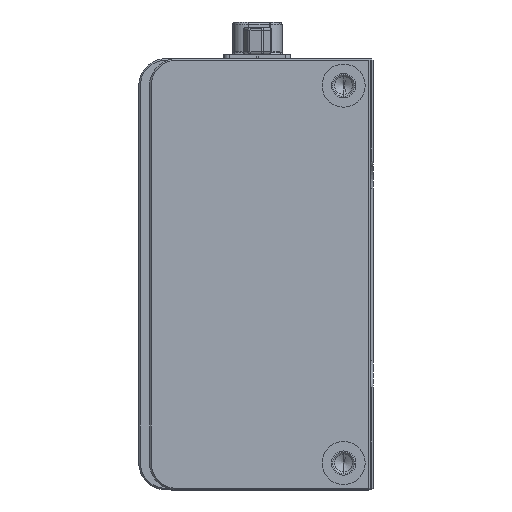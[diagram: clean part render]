
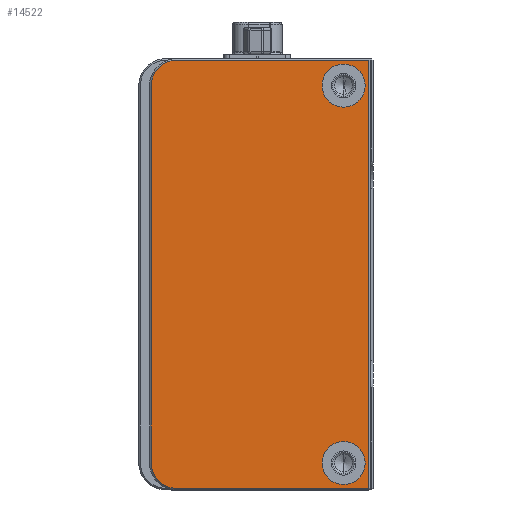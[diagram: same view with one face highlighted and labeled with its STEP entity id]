
A CAD part, left-side view. The second image highlights one B-rep face of the part: STEP entity #14522.
In plain terms, the highlighted planar face has unit normal (-1, 0, 0).
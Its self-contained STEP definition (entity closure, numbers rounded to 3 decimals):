
#3778 = VERTEX_POINT ( 'NONE', #103818 ) ;
#6704 = VERTEX_POINT ( 'NONE', #85151 ) ;
#9014 = CARTESIAN_POINT ( 'NONE',  ( 0., 0.8, -0.3 ) ) ;
#9222 = VECTOR ( 'NONE', #123680, 1000. ) ;
#12263 = CARTESIAN_POINT ( 'NONE',  ( 0., 0.8, 0. ) ) ;
#12915 = VERTEX_POINT ( 'NONE', #99866 ) ;
#14522 = ADVANCED_FACE ( 'NONE', ( #21163, #131557, #88579 ), #100233, .T. ) ;
#17225 = EDGE_CURVE ( 'NONE', #3778, #6704, #46668, .T. ) ;
#19872 = AXIS2_PLACEMENT_3D ( 'NONE', #32590, #88217, #21033 ) ;
#21033 = DIRECTION ( 'NONE',  ( 0., 0., 1. ) ) ;
#21163 = FACE_OUTER_BOUND ( 'NONE', #96350, .T. ) ;
#24830 = EDGE_CURVE ( 'NONE', #12915, #90219, #138362, .T. ) ;
#25038 = ORIENTED_EDGE ( 'NONE', *, *, #92458, .F. ) ;
#25652 = LINE ( 'NONE', #12263, #46400 ) ;
#25945 = ORIENTED_EDGE ( 'NONE', *, *, #17225, .T. ) ;
#26793 = CARTESIAN_POINT ( 'NONE',  ( 0., 0.5, -79.7 ) ) ;
#27173 = CARTESIAN_POINT ( 'NONE',  ( 0., 41.2, -75. ) ) ;
#27981 = CARTESIAN_POINT ( 'NONE',  ( 0., 0.8, -79.7 ) ) ;
#28840 = DIRECTION ( 'NONE',  ( -1., 0., 0. ) ) ;
#31266 = VERTEX_POINT ( 'NONE', #27981 ) ;
#32590 = CARTESIAN_POINT ( 'NONE',  ( 0., 36.5, -75. ) ) ;
#33876 = VERTEX_POINT ( 'NONE', #27173 ) ;
#40476 = VECTOR ( 'NONE', #111019, 1000. ) ;
#40709 = EDGE_CURVE ( 'NONE', #6704, #33876, #73329, .T. ) ;
#40891 = CARTESIAN_POINT ( 'NONE',  ( 0., 5.5, -5. ) ) ;
#41062 = CIRCLE ( 'NONE', #44290, 4. ) ;
#41413 = VERTEX_POINT ( 'NONE', #48441 ) ;
#44290 = AXIS2_PLACEMENT_3D ( 'NONE', #62626, #50598, #61704 ) ;
#44745 = DIRECTION ( 'NONE',  ( -1., 0., 0. ) ) ;
#46256 = VERTEX_POINT ( 'NONE', #140059 ) ;
#46400 = VECTOR ( 'NONE', #99152, 1000. ) ;
#46668 = CIRCLE ( 'NONE', #113233, 4.7 ) ;
#48441 = CARTESIAN_POINT ( 'NONE',  ( 0., 5.5, -71. ) ) ;
#49334 = ORIENTED_EDGE ( 'NONE', *, *, #125840, .F. ) ;
#49496 = ORIENTED_EDGE ( 'NONE', *, *, #24830, .F. ) ;
#50390 = VERTEX_POINT ( 'NONE', #129926 ) ;
#50391 = CIRCLE ( 'NONE', #58864, 4. ) ;
#50598 = DIRECTION ( 'NONE',  ( -1., 0., 0. ) ) ;
#53315 = DIRECTION ( 'NONE',  ( 0., 0., 1. ) ) ;
#55824 = DIRECTION ( 'NONE',  ( 0., 0., 1. ) ) ;
#56796 = EDGE_CURVE ( 'NONE', #50390, #31266, #88632, .T. ) ;
#57935 = DIRECTION ( 'NONE',  ( 0., 0., 1. ) ) ;
#58864 = AXIS2_PLACEMENT_3D ( 'NONE', #75062, #129480, #53315 ) ;
#61704 = DIRECTION ( 'NONE',  ( 0., 0., 1. ) ) ;
#61942 = CIRCLE ( 'NONE', #69456, 4. ) ;
#62626 = CARTESIAN_POINT ( 'NONE',  ( 0., 5.5, -5. ) ) ;
#62887 = DIRECTION ( 'NONE',  ( 0., 1., 0. ) ) ;
#63270 = EDGE_CURVE ( 'NONE', #31266, #128829, #25652, .T. ) ;
#65524 = CARTESIAN_POINT ( 'NONE',  ( 0., 21., -40. ) ) ;
#69456 = AXIS2_PLACEMENT_3D ( 'NONE', #108727, #119868, #122202 ) ;
#73329 = LINE ( 'NONE', #108186, #40476 ) ;
#73706 = EDGE_CURVE ( 'NONE', #128829, #3778, #127122, .T. ) ;
#75062 = CARTESIAN_POINT ( 'NONE',  ( 0., 5.5, -75. ) ) ;
#76297 = EDGE_LOOP ( 'NONE', ( #49334, #120419 ) ) ;
#78278 = EDGE_CURVE ( 'NONE', #33876, #50390, #96231, .T. ) ;
#83491 = EDGE_CURVE ( 'NONE', #46256, #41413, #50391, .T. ) ;
#85151 = CARTESIAN_POINT ( 'NONE',  ( 0., 41.2, -5. ) ) ;
#88217 = DIRECTION ( 'NONE',  ( -1., 0., 0. ) ) ;
#88579 = FACE_BOUND ( 'NONE', #137719, .T. ) ;
#88632 = LINE ( 'NONE', #26793, #9222 ) ;
#90219 = VERTEX_POINT ( 'NONE', #120953 ) ;
#92458 = EDGE_CURVE ( 'NONE', #90219, #12915, #41062, .T. ) ;
#96231 = CIRCLE ( 'NONE', #19872, 4.7 ) ;
#96350 = EDGE_LOOP ( 'NONE', ( #107131, #133004, #136647, #25945, #119310, #135990 ) ) ;
#97864 = VECTOR ( 'NONE', #62887, 1000. ) ;
#99152 = DIRECTION ( 'NONE',  ( 0., 0., 1. ) ) ;
#99866 = CARTESIAN_POINT ( 'NONE',  ( 0., 5.5, -1. ) ) ;
#100233 = PLANE ( 'NONE',  #138528 ) ;
#103818 = CARTESIAN_POINT ( 'NONE',  ( 0., 36.5, -0.3 ) ) ;
#107131 = ORIENTED_EDGE ( 'NONE', *, *, #56796, .T. ) ;
#108186 = CARTESIAN_POINT ( 'NONE',  ( 0., 41.2, -75. ) ) ;
#108727 = CARTESIAN_POINT ( 'NONE',  ( 0., 5.5, -75. ) ) ;
#111019 = DIRECTION ( 'NONE',  ( 0., 0., -1. ) ) ;
#113233 = AXIS2_PLACEMENT_3D ( 'NONE', #113828, #123929, #57935 ) ;
#113828 = CARTESIAN_POINT ( 'NONE',  ( 0., 36.5, -5. ) ) ;
#118085 = DIRECTION ( 'NONE',  ( 0., 0., 1. ) ) ;
#118415 = CARTESIAN_POINT ( 'NONE',  ( 0., 36.5, -0.3 ) ) ;
#119310 = ORIENTED_EDGE ( 'NONE', *, *, #40709, .T. ) ;
#119868 = DIRECTION ( 'NONE',  ( -1., 0., 0. ) ) ;
#120419 = ORIENTED_EDGE ( 'NONE', *, *, #83491, .F. ) ;
#120953 = CARTESIAN_POINT ( 'NONE',  ( 0., 5.5, -9. ) ) ;
#122202 = DIRECTION ( 'NONE',  ( 0., 0., 1. ) ) ;
#122940 = AXIS2_PLACEMENT_3D ( 'NONE', #40891, #28840, #118085 ) ;
#123680 = DIRECTION ( 'NONE',  ( 0., -1., 0. ) ) ;
#123929 = DIRECTION ( 'NONE',  ( -1., 0., 0. ) ) ;
#125840 = EDGE_CURVE ( 'NONE', #41413, #46256, #61942, .T. ) ;
#127122 = LINE ( 'NONE', #118415, #97864 ) ;
#128829 = VERTEX_POINT ( 'NONE', #9014 ) ;
#129480 = DIRECTION ( 'NONE',  ( -1., 0., 0. ) ) ;
#129926 = CARTESIAN_POINT ( 'NONE',  ( 0., 36.5, -79.7 ) ) ;
#131557 = FACE_BOUND ( 'NONE', #76297, .T. ) ;
#133004 = ORIENTED_EDGE ( 'NONE', *, *, #63270, .T. ) ;
#135990 = ORIENTED_EDGE ( 'NONE', *, *, #78278, .T. ) ;
#136647 = ORIENTED_EDGE ( 'NONE', *, *, #73706, .T. ) ;
#137719 = EDGE_LOOP ( 'NONE', ( #49496, #25038 ) ) ;
#138362 = CIRCLE ( 'NONE', #122940, 4. ) ;
#138528 = AXIS2_PLACEMENT_3D ( 'NONE', #65524, #44745, #55824 ) ;
#140059 = CARTESIAN_POINT ( 'NONE',  ( 0., 5.5, -79. ) ) ;
